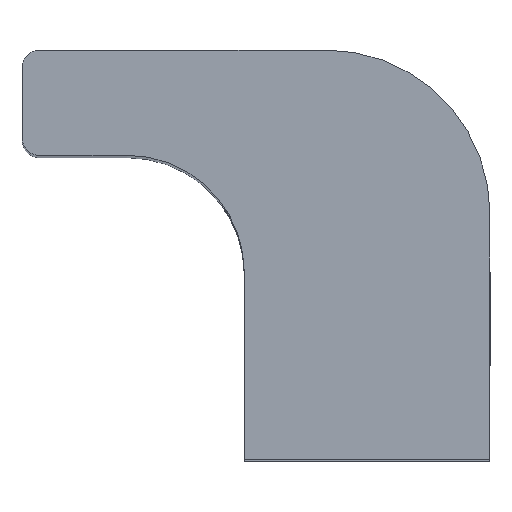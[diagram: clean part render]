
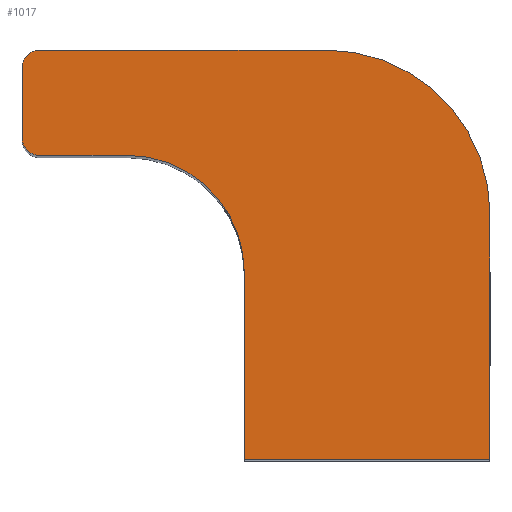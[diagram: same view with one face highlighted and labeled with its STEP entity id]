
A CAD part, top view. The second image highlights one B-rep face of the part: STEP entity #1017.
In plain terms, the highlighted planar face has unit normal (0, 0, 1).
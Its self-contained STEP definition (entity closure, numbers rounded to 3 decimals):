
#23 = ORIENTED_EDGE ( 'NONE', *, *, #911, .T. ) ;
#29 = ORIENTED_EDGE ( 'NONE', *, *, #926, .T. ) ;
#30 = EDGE_CURVE ( 'NONE', #858, #890, #1048, .T. ) ;
#147 = CARTESIAN_POINT ( 'NONE',  ( -17.5, 33.5, 57.5 ) ) ;
#171 = DIRECTION ( 'NONE',  ( 1., 0., 0. ) ) ;
#172 = CARTESIAN_POINT ( 'NONE',  ( -17.5, 27.5, 57.5 ) ) ;
#174 = CIRCLE ( 'NONE', #229, 1.5 ) ;
#175 = DIRECTION ( 'NONE',  ( 1., 0., 0. ) ) ;
#176 = DIRECTION ( 'NONE',  ( 0., 0., 1. ) ) ;
#177 = DIRECTION ( 'NONE',  ( 0., 0., 1. ) ) ;
#178 = CARTESIAN_POINT ( 'NONE',  ( 0., 0., 57.5 ) ) ;
#180 = FACE_OUTER_BOUND ( 'NONE', #2132, .T. ) ;
#181 = PLANE ( 'NONE',  #188 ) ;
#185 = AXIS2_PLACEMENT_3D ( 'NONE', #147, #176, #175 ) ;
#188 = AXIS2_PLACEMENT_3D ( 'NONE', #178, #177, #171 ) ;
#191 = CIRCLE ( 'NONE', #185, 1.5 ) ;
#227 = DIRECTION ( 'NONE',  ( 1., 0., 0. ) ) ;
#228 = DIRECTION ( 'NONE',  ( 0., 0., 1. ) ) ;
#229 = AXIS2_PLACEMENT_3D ( 'NONE', #172, #228, #227 ) ;
#773 = VERTEX_POINT ( 'NONE', #1631 ) ;
#800 = EDGE_CURVE ( 'NONE', #875, #858, #1692, .T. ) ;
#830 = VERTEX_POINT ( 'NONE', #1717 ) ;
#831 = VERTEX_POINT ( 'NONE', #1722 ) ;
#834 = EDGE_CURVE ( 'NONE', #962, #773, #1766, .T. ) ;
#858 = VERTEX_POINT ( 'NONE', #1797 ) ;
#873 = EDGE_CURVE ( 'NONE', #831, #830, #1815, .T. ) ;
#875 = VERTEX_POINT ( 'NONE', #1816 ) ;
#888 = VERTEX_POINT ( 'NONE', #1845 ) ;
#890 = VERTEX_POINT ( 'NONE', #1859 ) ;
#901 = VERTEX_POINT ( 'NONE', #1839 ) ;
#911 = EDGE_CURVE ( 'NONE', #890, #888, #1868, .T. ) ;
#916 = VERTEX_POINT ( 'NONE', #1875 ) ;
#926 = EDGE_CURVE ( 'NONE', #888, #916, #1915, .T. ) ;
#945 = EDGE_CURVE ( 'NONE', #916, #901, #1948, .T. ) ;
#959 = EDGE_CURVE ( 'NONE', #901, #962, #1903, .T. ) ;
#962 = VERTEX_POINT ( 'NONE', #1983 ) ;
#1014 = EDGE_CURVE ( 'NONE', #773, #831, #191, .T. ) ;
#1015 = ORIENTED_EDGE ( 'NONE', *, *, #873, .T. ) ;
#1016 = ORIENTED_EDGE ( 'NONE', *, *, #1014, .T. ) ;
#1017 = ADVANCED_FACE ( 'NONE', ( #180 ), #181, .T. ) ;
#1018 = EDGE_CURVE ( 'NONE', #830, #875, #174, .T. ) ;
#1019 = ORIENTED_EDGE ( 'NONE', *, *, #834, .T. ) ;
#1020 = ORIENTED_EDGE ( 'NONE', *, *, #1018, .T. ) ;
#1034 = ORIENTED_EDGE ( 'NONE', *, *, #800, .T. ) ;
#1048 = CIRCLE ( 'NONE', #1104, 10. ) ;
#1059 = DIRECTION ( 'NONE',  ( 1., 0., 0. ) ) ;
#1099 = CARTESIAN_POINT ( 'NONE',  ( -10., 16., 57.5 ) ) ;
#1101 = DIRECTION ( 'NONE',  ( 0., 0., -1. ) ) ;
#1104 = AXIS2_PLACEMENT_3D ( 'NONE', #1099, #1101, #1059 ) ;
#1631 = CARTESIAN_POINT ( 'NONE',  ( -17.5, 35., 57.5 ) ) ;
#1690 = DIRECTION ( 'NONE',  ( 1., 0., 0. ) ) ;
#1691 = VECTOR ( 'NONE', #1690, 1000. ) ;
#1692 = LINE ( 'NONE', #1694, #1691 ) ;
#1694 = CARTESIAN_POINT ( 'NONE',  ( -19., 26., 57.5 ) ) ;
#1717 = CARTESIAN_POINT ( 'NONE',  ( -19., 27.5, 57.5 ) ) ;
#1722 = CARTESIAN_POINT ( 'NONE',  ( -19., 33.5, 57.5 ) ) ;
#1740 = CARTESIAN_POINT ( 'NONE',  ( 21., 35., 57.5 ) ) ;
#1764 = DIRECTION ( 'NONE',  ( -1., 0., 0. ) ) ;
#1765 = VECTOR ( 'NONE', #1764, 1000. ) ;
#1766 = LINE ( 'NONE', #1740, #1765 ) ;
#1797 = CARTESIAN_POINT ( 'NONE',  ( -10., 26., 57.5 ) ) ;
#1812 = DIRECTION ( 'NONE',  ( 0., -1., 0. ) ) ;
#1813 = VECTOR ( 'NONE', #1812, 1000. ) ;
#1814 = CARTESIAN_POINT ( 'NONE',  ( -19., 35., 57.5 ) ) ;
#1815 = LINE ( 'NONE', #1814, #1813 ) ;
#1816 = CARTESIAN_POINT ( 'NONE',  ( -17.5, 26., 57.5 ) ) ;
#1839 = CARTESIAN_POINT ( 'NONE',  ( 21., 21., 57.5 ) ) ;
#1845 = CARTESIAN_POINT ( 'NONE',  ( 0., 0., 57.5 ) ) ;
#1859 = CARTESIAN_POINT ( 'NONE',  ( 0., 16., 57.5 ) ) ;
#1866 = DIRECTION ( 'NONE',  ( 0., -1., 0. ) ) ;
#1867 = VECTOR ( 'NONE', #1866, 1000. ) ;
#1868 = LINE ( 'NONE', #1879, #1867 ) ;
#1875 = CARTESIAN_POINT ( 'NONE',  ( 21., 0., 57.5 ) ) ;
#1879 = CARTESIAN_POINT ( 'NONE',  ( 0., 26., 57.5 ) ) ;
#1891 = AXIS2_PLACEMENT_3D ( 'NONE', #1935, #1981, #1980 ) ;
#1903 = CIRCLE ( 'NONE', #1891, 14. ) ;
#1911 = DIRECTION ( 'NONE',  ( 1., 0., 0. ) ) ;
#1912 = VECTOR ( 'NONE', #1911, 1000. ) ;
#1913 = CARTESIAN_POINT ( 'NONE',  ( 0., 0., 57.5 ) ) ;
#1915 = LINE ( 'NONE', #1913, #1912 ) ;
#1935 = CARTESIAN_POINT ( 'NONE',  ( 7., 21., 57.5 ) ) ;
#1945 = DIRECTION ( 'NONE',  ( 0., 1., 0. ) ) ;
#1946 = VECTOR ( 'NONE', #1945, 1000. ) ;
#1947 = CARTESIAN_POINT ( 'NONE',  ( 21., 0., 57.5 ) ) ;
#1948 = LINE ( 'NONE', #1947, #1946 ) ;
#1980 = DIRECTION ( 'NONE',  ( 1., 0., 0. ) ) ;
#1981 = DIRECTION ( 'NONE',  ( 0., 0., 1. ) ) ;
#1983 = CARTESIAN_POINT ( 'NONE',  ( 7., 35., 57.5 ) ) ;
#2121 = ORIENTED_EDGE ( 'NONE', *, *, #959, .T. ) ;
#2128 = ORIENTED_EDGE ( 'NONE', *, *, #945, .T. ) ;
#2132 = EDGE_LOOP ( 'NONE', ( #1019, #1016, #1015, #1020, #1034, #2136, #23, #29, #2128, #2121 ) ) ;
#2136 = ORIENTED_EDGE ( 'NONE', *, *, #30, .T. ) ;
